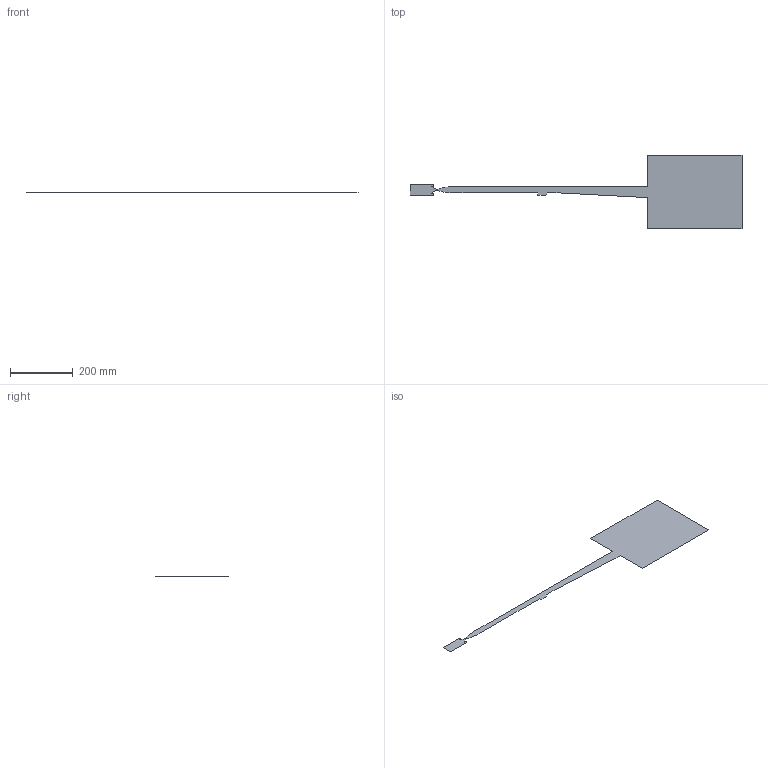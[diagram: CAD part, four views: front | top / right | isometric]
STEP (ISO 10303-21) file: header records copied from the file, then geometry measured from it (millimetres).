
FILE_DESCRIPTION (( 'STEP AP214' ), '1' );
FILE_NAME ('Baseline_extended_symmetric.STEP', '2023-12-12T14:48:38', ( '' ), ( '' ), 'SwSTEP 2.0', 'SolidWorks 2022', '' );
FILE_SCHEMA (( 'AUTOMOTIVE_DESIGN' ));
Length unit declared in the file: millimetre
Products named in the file (1): Baseline_extended_symmetric
Bounding box: 1059.44 x 233.64 x 0 mm (x, y, z)
Surface area: 88124.3 mm2 (no closed solid volume)
Topology: 0 solids, 1 shells, 1 faces, 33 edges, 33 vertices
Faces by surface type: plane 1
Entity records: 322 total; most frequent: CARTESIAN_POINT 84, DIRECTION 42, ORIENTED_EDGE 33, EDGE_CURVE 33, VERTEX_POINT 33, VECTOR 24, LINE 24, AXIS2_PLACEMENT_3D 9
